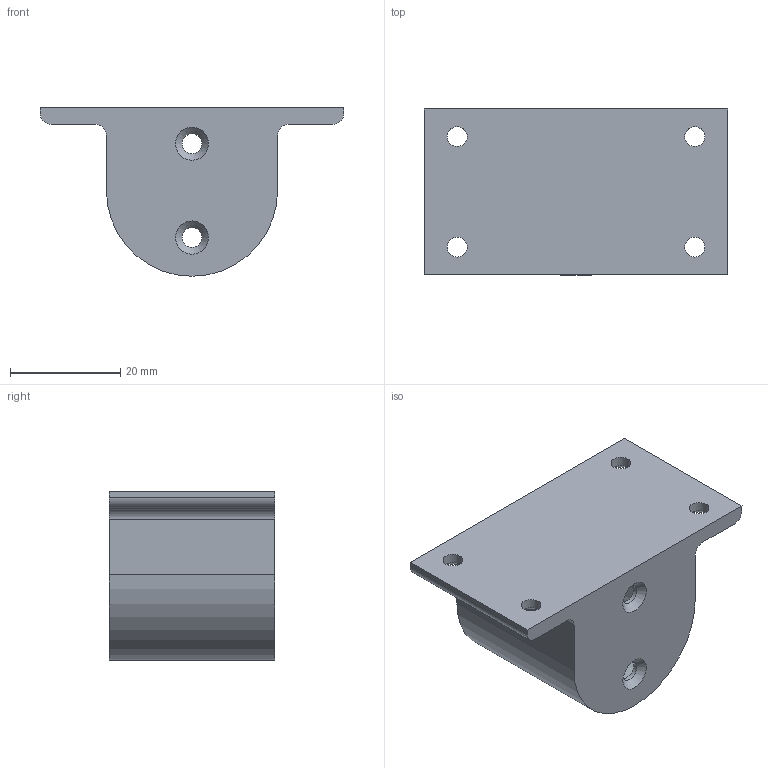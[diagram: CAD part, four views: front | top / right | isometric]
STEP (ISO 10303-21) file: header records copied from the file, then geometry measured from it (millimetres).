
FILE_DESCRIPTION(('FreeCAD Model'),'2;1');
FILE_NAME('Open CASCADE Shape Model','2025-12-27T09:45:26',('Author'),( ''),'Open CASCADE STEP processor 7.8','FreeCAD','Unknown');
FILE_SCHEMA(('AUTOMOTIVE_DESIGN { 1 0 10303 214 1 1 1 1 }'));
Length unit declared in the file: millimetre
Products named in the file (1): MotorHolder-Right
Bounding box: 55 x 30 x 30.5 mm (x, y, z)
Volume: 13021.1 mm3; surface area: 8713.3 mm2
Topology: 1 solids, 1 shells, 28 faces, 69 edges, 44 vertices
Faces by surface type: cylinder 12, plane 10, cone 6
Full cylindrical faces by diameter (mm): 3.6 x6, 25.4 x1
Entity records: 875 total; most frequent: DIRECTION 151, CARTESIAN_POINT 148, ORIENTED_EDGE 138, EDGE_CURVE 69, AXIS2_PLACEMENT_3D 59, VERTEX_POINT 44, FACE_BOUND 41, EDGE_LOOP 41
